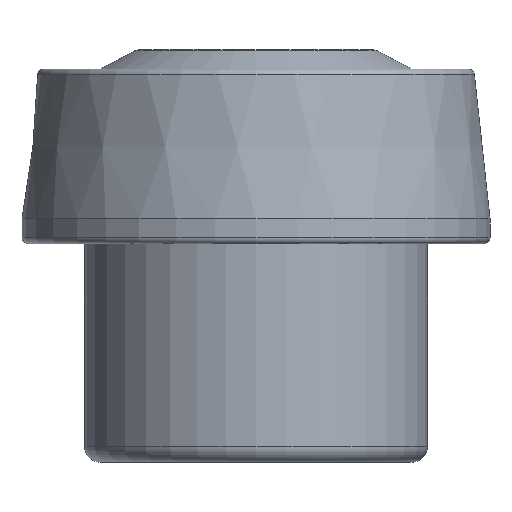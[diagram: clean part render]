
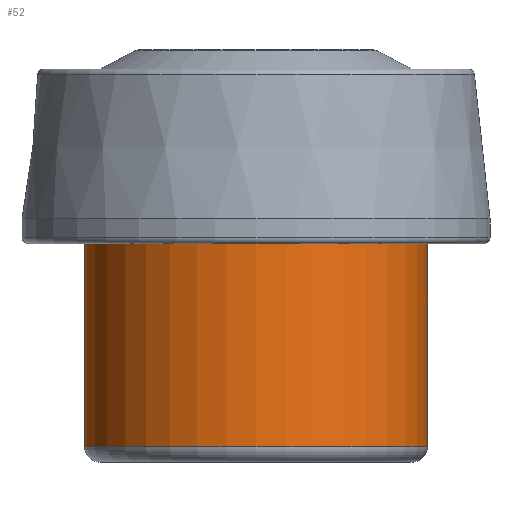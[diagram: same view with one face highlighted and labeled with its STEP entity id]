
A CAD part, front view. The second image highlights one B-rep face of the part: STEP entity #52.
In plain terms, the highlighted cylindrical face has radius 5.5 mm (diameter 11 mm), a full revolution.
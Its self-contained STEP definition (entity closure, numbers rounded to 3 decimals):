
#52 = ADVANCED_FACE( '', ( #113, #114 ), #115, .T. );
#113 = FACE_OUTER_BOUND( '', #184, .T. );
#114 = FACE_OUTER_BOUND( '', #185, .T. );
#115 = CYLINDRICAL_SURFACE( '', #186, 5.5 );
#184 = EDGE_LOOP( '', ( #261 ) );
#185 = EDGE_LOOP( '', ( #262 ) );
#186 = AXIS2_PLACEMENT_3D( '', #263, #264, #265 );
#261 = ORIENTED_EDGE( '', *, *, #337, .T. );
#262 = ORIENTED_EDGE( '', *, *, #322, .F. );
#263 = CARTESIAN_POINT( '', ( 0., 0., 9.811 ) );
#264 = DIRECTION( '', ( 0., 0., -1. ) );
#265 = DIRECTION( '', ( 1., 0., 0. ) );
#322 = EDGE_CURVE( '', #355, #355, #356, .T. );
#337 = EDGE_CURVE( '', #379, #379, #380, .T. );
#355 = VERTEX_POINT( '', #403 );
#356 = CIRCLE( '', #404, 5.5 );
#379 = VERTEX_POINT( '', #427 );
#380 = CIRCLE( '', #428, 5.5 );
#403 = CARTESIAN_POINT( '', ( 5.5, 0., 7. ) );
#404 = AXIS2_PLACEMENT_3D( '', #451, #452, #453 );
#427 = CARTESIAN_POINT( '', ( 5.5, 0., 0.5 ) );
#428 = AXIS2_PLACEMENT_3D( '', #478, #479, #480 );
#451 = CARTESIAN_POINT( '', ( 0., 0., 7. ) );
#452 = DIRECTION( '', ( 0., 0., 1. ) );
#453 = DIRECTION( '', ( 1., 0., 0. ) );
#478 = CARTESIAN_POINT( '', ( 0., 0., 0.5 ) );
#479 = DIRECTION( '', ( 0., 0., 1. ) );
#480 = DIRECTION( '', ( 1., 0., 0. ) );
